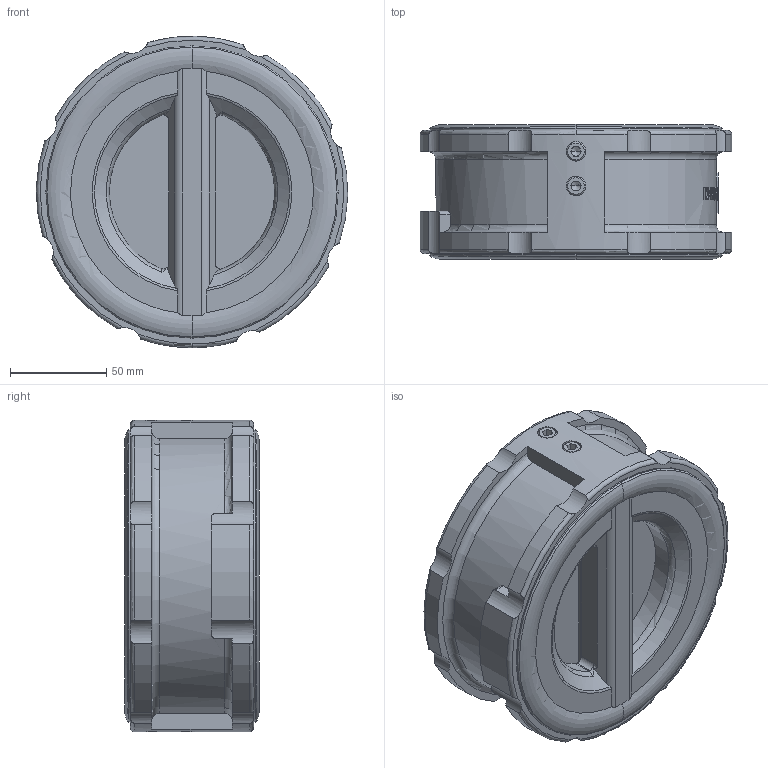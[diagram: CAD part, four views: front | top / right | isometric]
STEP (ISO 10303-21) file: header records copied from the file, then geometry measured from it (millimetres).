
FILE_DESCRIPTION (( 'STEP AP214' ), '1' );
FILE_NAME ('100·§Ìå.STEP', '2018-02-08T03:16:07', ( 'User' ), ( 'china' ), 'SwSTEP 2.0', 'SolidWorks 2012', '' );
FILE_SCHEMA (( 'AUTOMOTIVE_DESIGN' ));
Length unit declared in the file: millimetre
Products named in the file (1): 100概极
Bounding box: 161.95 x 69.98 x 162 mm (x, y, z)
Volume: 732278.4 mm3; surface area: 131669.7 mm2
Topology: 3 solids, 5 shells, 671 faces, 1770 edges, 1119 vertices
Faces by surface type: plane 248, cylinder 242, bspline 78, torus 67, cone 36
Entity records: 58879 total; most frequent: CARTESIAN_POINT 42921, ORIENTED_EDGE 3524, DIRECTION 3086, EDGE_CURVE 1762, AXIS2_PLACEMENT_3D 1221, VERTEX_POINT 1119, EDGE_LOOP 733, FACE_OUTER_BOUND 671
